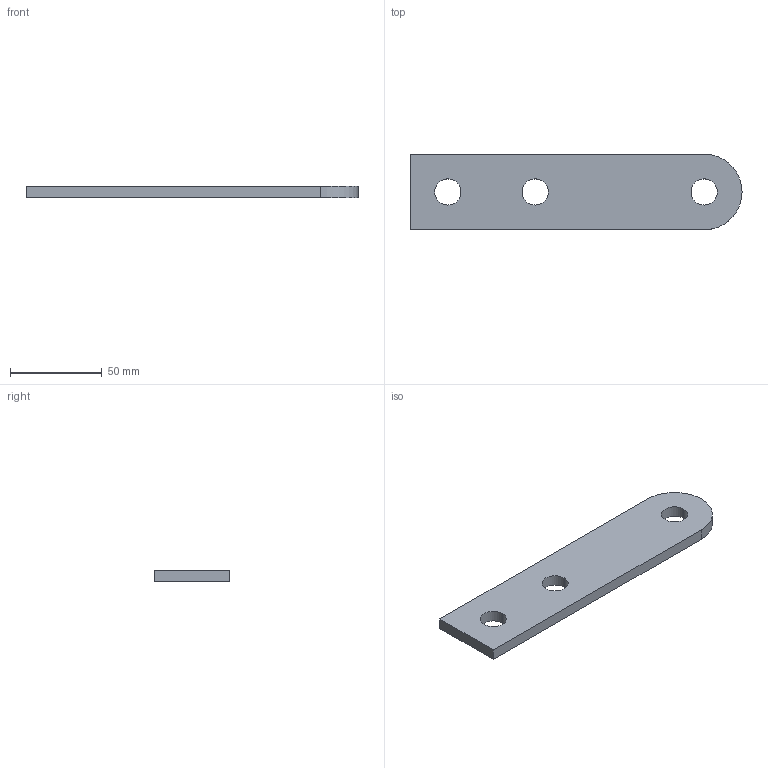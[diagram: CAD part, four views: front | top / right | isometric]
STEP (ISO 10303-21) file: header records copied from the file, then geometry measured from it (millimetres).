
FILE_DESCRIPTION(('TurboCAD Mac Pro'),'Build 980');
FILE_NAME('P2324.stp',' ',(''),(''),'ACIS Interop','IMSI','TurboCAD Mac Pro BY IMSI, INCORPORATED');
FILE_SCHEMA(('automotive_design'));
Length unit declared in the file: inch
Products named in the file (2): 1; 2
Bounding box: 180.97 x 41.27 x 6.35 mm (x, y, z)
Volume: 43217.9 mm3; surface area: 17177.1 mm2
Topology: 1 solids, 1 shells, 13 faces, 33 edges, 22 vertices
Faces by surface type: cylinder 8, plane 5
Entity records: 600 total; most frequent: DIRECTION 85, CARTESIAN_POINT 73, ORIENTED_EDGE 66, AXIS2_PLACEMENT_3D 34, EDGE_CURVE 33, VERTEX_POINT 22, CIRCLE 19, EDGE_LOOP 19
